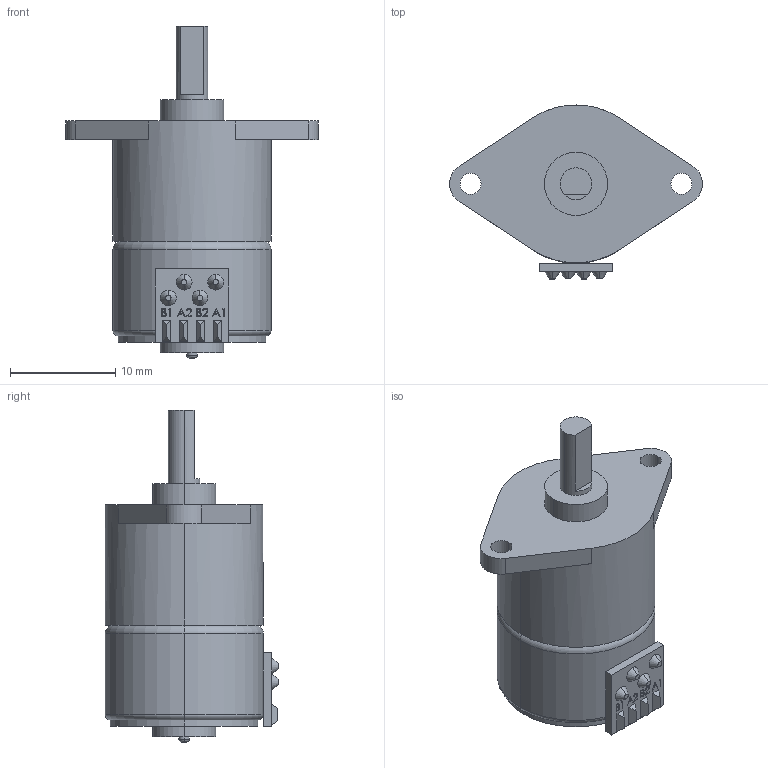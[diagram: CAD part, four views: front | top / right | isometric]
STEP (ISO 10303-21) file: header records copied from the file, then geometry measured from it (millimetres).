
FILE_DESCRIPTION (( 'STEP AP214' ), '1' );
FILE_NAME ('StepGearMotor_GM-15BY-100-9D.STEP', '2022-12-03T13:09:40', ( 'Elessar' ), ( '' ), 'SwSTEP 2.0', 'SolidWorks 2018', '' );
FILE_SCHEMA (( 'AUTOMOTIVE_DESIGN' ));
Length unit declared in the file: millimetre
Products named in the file (1): StepGearMotor_GM-15BY-100-9D
Bounding box: 24 x 16.5 x 31.5 mm (x, y, z)
Volume: 3949.5 mm3; surface area: 1778.8 mm2
Topology: 2 solids, 2 shells, 184 faces, 451 edges, 298 vertices
Faces by surface type: plane 119, bspline 30, cylinder 21, cone 8, torus 6
Entity records: 8988 total; most frequent: CARTESIAN_POINT 2868, ORIENTED_EDGE 902, DIRECTION 775, EDGE_CURVE 451, LINE 317, VECTOR 317, VERTEX_POINT 298, AXIS2_PLACEMENT_3D 229
